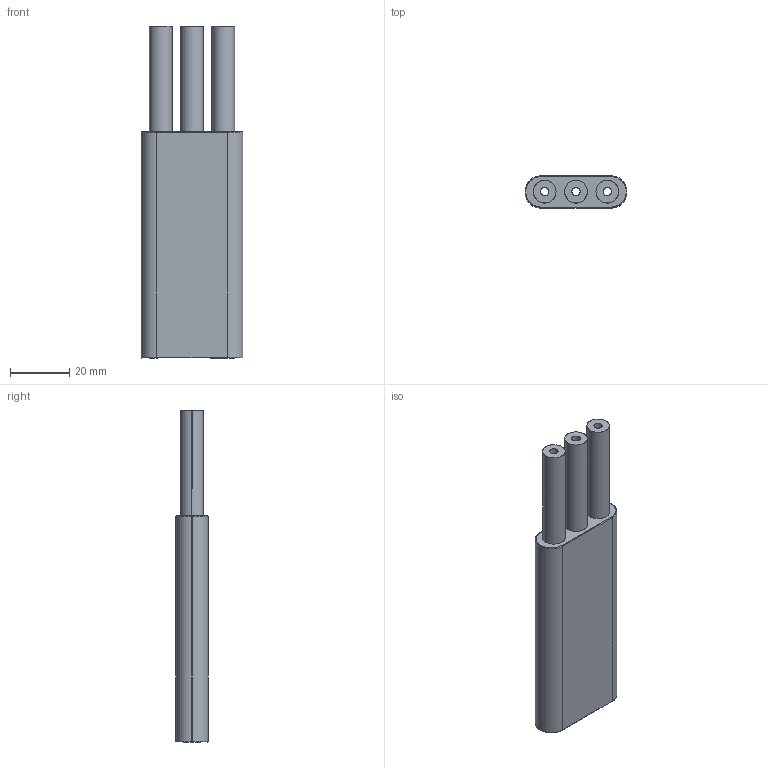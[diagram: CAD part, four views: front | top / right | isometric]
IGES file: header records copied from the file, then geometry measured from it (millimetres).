
Start section: SolidWorks IGES file using analytic representation for surfaces
Global section: file name: NUBB3-1FOE.IGS; native system: SolidWorks 2013; preprocessor: SolidWorks 2013; author: owner; date: 140909.101331; units: inch
Bounding box: 34.29 x 10.79 x 111.76 mm (x, y, z)
Surface area: 14919.8 mm2 (no closed solid volume)
Topology: 0 solids, 0 shells, 58 faces, 736 edges, 736 vertices
Faces by surface type: revolution 32, bspline 26
